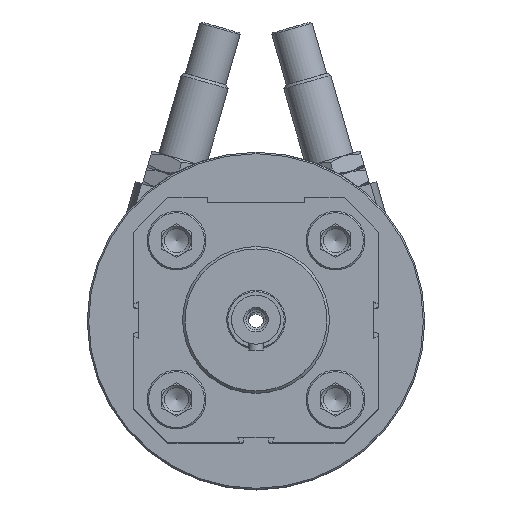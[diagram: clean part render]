
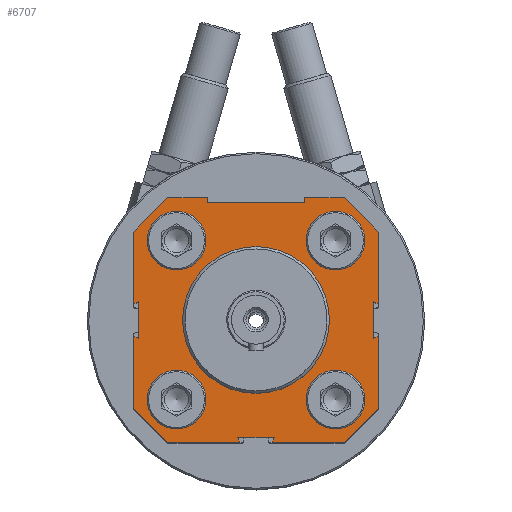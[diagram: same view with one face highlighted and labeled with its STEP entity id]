
A CAD part, top view. The second image highlights one B-rep face of the part: STEP entity #6707.
In plain terms, the highlighted face is planar.
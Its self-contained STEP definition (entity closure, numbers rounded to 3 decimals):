
#349=LINE('',#10260,#890);
#350=LINE('',#10263,#891);
#351=LINE('',#10265,#892);
#352=LINE('',#10267,#893);
#353=LINE('',#10269,#894);
#354=LINE('',#10271,#895);
#355=LINE('',#10273,#896);
#356=LINE('',#10275,#897);
#357=LINE('',#10277,#898);
#358=LINE('',#10279,#899);
#359=LINE('',#10281,#900);
#360=LINE('',#10283,#901);
#361=LINE('',#10285,#902);
#362=LINE('',#10287,#903);
#363=LINE('',#10289,#904);
#364=LINE('',#10291,#905);
#365=LINE('',#10293,#906);
#366=LINE('',#10295,#907);
#367=LINE('',#10297,#908);
#368=LINE('',#10299,#909);
#369=LINE('',#10301,#910);
#370=LINE('',#10303,#911);
#371=LINE('',#10305,#912);
#372=LINE('',#10307,#913);
#890=VECTOR('',#8087,1000.);
#891=VECTOR('',#8088,1000.);
#892=VECTOR('',#8089,1000.);
#893=VECTOR('',#8090,1000.);
#894=VECTOR('',#8091,1000.);
#895=VECTOR('',#8092,1000.);
#896=VECTOR('',#8093,1000.);
#897=VECTOR('',#8094,1000.);
#898=VECTOR('',#8095,1000.);
#899=VECTOR('',#8096,1000.);
#900=VECTOR('',#8097,1000.);
#901=VECTOR('',#8098,1000.);
#902=VECTOR('',#8099,1000.);
#903=VECTOR('',#8100,1000.);
#904=VECTOR('',#8101,1000.);
#905=VECTOR('',#8102,1000.);
#906=VECTOR('',#8103,1000.);
#907=VECTOR('',#8104,1000.);
#908=VECTOR('',#8105,1000.);
#909=VECTOR('',#8106,1000.);
#910=VECTOR('',#8107,1000.);
#911=VECTOR('',#8108,1000.);
#912=VECTOR('',#8109,1000.);
#913=VECTOR('',#8110,1000.);
#1431=ORIENTED_EDGE('',*,*,#3295,.F.);
#1432=ORIENTED_EDGE('',*,*,#3296,.F.);
#1433=ORIENTED_EDGE('',*,*,#3297,.F.);
#1434=ORIENTED_EDGE('',*,*,#3298,.F.);
#1435=ORIENTED_EDGE('',*,*,#3299,.F.);
#1436=ORIENTED_EDGE('',*,*,#3300,.F.);
#1437=ORIENTED_EDGE('',*,*,#3301,.F.);
#1438=ORIENTED_EDGE('',*,*,#3302,.F.);
#1439=ORIENTED_EDGE('',*,*,#3303,.F.);
#1440=ORIENTED_EDGE('',*,*,#3304,.F.);
#1441=ORIENTED_EDGE('',*,*,#3305,.F.);
#1442=ORIENTED_EDGE('',*,*,#3306,.F.);
#1443=ORIENTED_EDGE('',*,*,#3307,.F.);
#1444=ORIENTED_EDGE('',*,*,#3308,.F.);
#1445=ORIENTED_EDGE('',*,*,#3309,.F.);
#1446=ORIENTED_EDGE('',*,*,#3310,.F.);
#1447=ORIENTED_EDGE('',*,*,#3311,.F.);
#1448=ORIENTED_EDGE('',*,*,#3312,.F.);
#1449=ORIENTED_EDGE('',*,*,#3313,.F.);
#1450=ORIENTED_EDGE('',*,*,#3314,.F.);
#1451=ORIENTED_EDGE('',*,*,#3315,.F.);
#1452=ORIENTED_EDGE('',*,*,#3316,.F.);
#1453=ORIENTED_EDGE('',*,*,#3317,.F.);
#1454=ORIENTED_EDGE('',*,*,#3318,.F.);
#1455=ORIENTED_EDGE('',*,*,#3319,.F.);
#1456=ORIENTED_EDGE('',*,*,#3320,.F.);
#1457=ORIENTED_EDGE('',*,*,#3321,.F.);
#1458=ORIENTED_EDGE('',*,*,#3322,.F.);
#1459=ORIENTED_EDGE('',*,*,#3323,.F.);
#3295=EDGE_CURVE('',#4227,#4227,#4889,.T.);
#3296=EDGE_CURVE('',#4228,#4228,#4890,.T.);
#3297=EDGE_CURVE('',#4229,#4229,#4891,.F.);
#3298=EDGE_CURVE('',#4230,#4231,#349,.T.);
#3299=EDGE_CURVE('',#4232,#4230,#350,.T.);
#3300=EDGE_CURVE('',#4233,#4232,#351,.T.);
#3301=EDGE_CURVE('',#4234,#4233,#352,.T.);
#3302=EDGE_CURVE('',#4235,#4234,#353,.T.);
#3303=EDGE_CURVE('',#4236,#4235,#354,.T.);
#3304=EDGE_CURVE('',#4237,#4236,#355,.T.);
#3305=EDGE_CURVE('',#4238,#4237,#356,.T.);
#3306=EDGE_CURVE('',#4239,#4238,#357,.T.);
#3307=EDGE_CURVE('',#4240,#4239,#358,.T.);
#3308=EDGE_CURVE('',#4241,#4240,#359,.T.);
#3309=EDGE_CURVE('',#4242,#4241,#360,.T.);
#3310=EDGE_CURVE('',#4243,#4242,#361,.T.);
#3311=EDGE_CURVE('',#4244,#4243,#362,.T.);
#3312=EDGE_CURVE('',#4245,#4244,#363,.T.);
#3313=EDGE_CURVE('',#4246,#4245,#364,.T.);
#3314=EDGE_CURVE('',#4247,#4246,#365,.T.);
#3315=EDGE_CURVE('',#4248,#4247,#366,.T.);
#3316=EDGE_CURVE('',#4249,#4248,#367,.T.);
#3317=EDGE_CURVE('',#4250,#4249,#368,.T.);
#3318=EDGE_CURVE('',#4251,#4250,#369,.T.);
#3319=EDGE_CURVE('',#4252,#4251,#370,.T.);
#3320=EDGE_CURVE('',#4253,#4252,#371,.T.);
#3321=EDGE_CURVE('',#4231,#4253,#372,.T.);
#3322=EDGE_CURVE('',#4254,#4254,#4892,.T.);
#3323=EDGE_CURVE('',#4255,#4255,#4893,.T.);
#4227=VERTEX_POINT('',#10255);
#4228=VERTEX_POINT('',#10257);
#4229=VERTEX_POINT('',#10259);
#4230=VERTEX_POINT('',#10261);
#4231=VERTEX_POINT('',#10262);
#4232=VERTEX_POINT('',#10264);
#4233=VERTEX_POINT('',#10266);
#4234=VERTEX_POINT('',#10268);
#4235=VERTEX_POINT('',#10270);
#4236=VERTEX_POINT('',#10272);
#4237=VERTEX_POINT('',#10274);
#4238=VERTEX_POINT('',#10276);
#4239=VERTEX_POINT('',#10278);
#4240=VERTEX_POINT('',#10280);
#4241=VERTEX_POINT('',#10282);
#4242=VERTEX_POINT('',#10284);
#4243=VERTEX_POINT('',#10286);
#4244=VERTEX_POINT('',#10288);
#4245=VERTEX_POINT('',#10290);
#4246=VERTEX_POINT('',#10292);
#4247=VERTEX_POINT('',#10294);
#4248=VERTEX_POINT('',#10296);
#4249=VERTEX_POINT('',#10298);
#4250=VERTEX_POINT('',#10300);
#4251=VERTEX_POINT('',#10302);
#4252=VERTEX_POINT('',#10304);
#4253=VERTEX_POINT('',#10306);
#4254=VERTEX_POINT('',#10309);
#4255=VERTEX_POINT('',#10311);
#4889=CIRCLE('',#7262,6.);
#4890=CIRCLE('',#7263,6.);
#4891=CIRCLE('',#7264,15.);
#4892=CIRCLE('',#7265,6.);
#4893=CIRCLE('',#7266,6.);
#5250=EDGE_LOOP('',(#1431));
#5251=EDGE_LOOP('',(#1432));
#5252=EDGE_LOOP('',(#1433));
#5253=EDGE_LOOP('',(#1434,#1435,#1436,#1437,#1438,#1439,#1440,#1441,#1442,
#1443,#1444,#1445,#1446,#1447,#1448,#1449,#1450,#1451,#1452,#1453,#1454,
#1455,#1456,#1457));
#5254=EDGE_LOOP('',(#1458));
#5255=EDGE_LOOP('',(#1459));
#5859=FACE_BOUND('',#5250,.T.);
#5860=FACE_BOUND('',#5251,.T.);
#5861=FACE_BOUND('',#5252,.T.);
#5862=FACE_BOUND('',#5253,.T.);
#5863=FACE_BOUND('',#5254,.T.);
#5864=FACE_BOUND('',#5255,.T.);
#6475=PLANE('',#7261);
#6707=ADVANCED_FACE('',(#5859,#5860,#5861,#5862,#5863,#5864),#6475,.F.);
#7261=AXIS2_PLACEMENT_3D('',#10253,#8079,#8080);
#7262=AXIS2_PLACEMENT_3D('',#10254,#8081,#8082);
#7263=AXIS2_PLACEMENT_3D('',#10256,#8083,#8084);
#7264=AXIS2_PLACEMENT_3D('',#10258,#8085,#8086);
#7265=AXIS2_PLACEMENT_3D('',#10308,#8111,#8112);
#7266=AXIS2_PLACEMENT_3D('',#10310,#8113,#8114);
#8079=DIRECTION('',(1.,0.,0.));
#8080=DIRECTION('',(0.,0.,-1.));
#8081=DIRECTION('',(-1.,0.,0.));
#8082=DIRECTION('',(0.,0.,1.));
#8083=DIRECTION('',(-1.,0.,0.));
#8084=DIRECTION('',(0.,0.,1.));
#8085=DIRECTION('',(1.,0.,0.));
#8086=DIRECTION('',(0.,0.,-1.));
#8087=DIRECTION('',(0.,-1.,0.));
#8088=DIRECTION('',(0.,0.429,0.903));
#8089=DIRECTION('',(0.,-1.,0.));
#8090=DIRECTION('',(0.,0.429,-0.903));
#8091=DIRECTION('',(0.,-1.,0.));
#8092=DIRECTION('',(0.,-0.707,0.707));
#8093=DIRECTION('',(0.,0.,1.));
#8094=DIRECTION('',(0.,0.996,0.087));
#8095=DIRECTION('',(0.,0.,1.));
#8096=DIRECTION('',(0.,-0.996,0.087));
#8097=DIRECTION('',(0.,0.,1.));
#8098=DIRECTION('',(0.,0.707,0.707));
#8099=DIRECTION('',(0.,1.,0.));
#8100=DIRECTION('',(0.,-0.429,-0.903));
#8101=DIRECTION('',(0.,1.,0.));
#8102=DIRECTION('',(0.,-0.429,0.903));
#8103=DIRECTION('',(0.,1.,0.));
#8104=DIRECTION('',(0.,0.707,-0.707));
#8105=DIRECTION('',(0.,0.,-1.));
#8106=DIRECTION('',(0.,-0.903,0.429));
#8107=DIRECTION('',(0.,0.,-1.));
#8108=DIRECTION('',(0.,0.903,0.429));
#8109=DIRECTION('',(0.,0.,-1.));
#8110=DIRECTION('',(0.,-0.707,-0.707));
#8111=DIRECTION('',(-1.,0.,0.));
#8112=DIRECTION('',(0.,0.,1.));
#8113=DIRECTION('',(-1.,0.,0.));
#8114=DIRECTION('',(0.,0.,1.));
#10253=CARTESIAN_POINT('',(-176.7,0.,0.));
#10254=CARTESIAN_POINT('',(-176.7,-16.25,16.25));
#10255=CARTESIAN_POINT('',(-176.7,-16.25,22.25));
#10256=CARTESIAN_POINT('',(-176.7,16.25,-16.25));
#10257=CARTESIAN_POINT('',(-176.7,16.25,-10.25));
#10258=CARTESIAN_POINT('',(-176.7,0.,0.));
#10259=CARTESIAN_POINT('',(-176.7,0.,-15.));
#10260=CARTESIAN_POINT('',(-176.7,-3.275,25.));
#10261=CARTESIAN_POINT('',(-176.7,-3.275,25.));
#10262=CARTESIAN_POINT('',(-176.7,-18.,25.));
#10263=CARTESIAN_POINT('',(-176.7,-3.75,24.));
#10264=CARTESIAN_POINT('',(-176.7,-3.75,24.));
#10265=CARTESIAN_POINT('',(-176.7,3.75,24.));
#10266=CARTESIAN_POINT('',(-176.7,3.75,24.));
#10267=CARTESIAN_POINT('',(-176.7,3.275,25.));
#10268=CARTESIAN_POINT('',(-176.7,3.275,25.));
#10269=CARTESIAN_POINT('',(-176.7,18.,25.));
#10270=CARTESIAN_POINT('',(-176.7,18.,25.));
#10271=CARTESIAN_POINT('',(-176.7,25.,18.));
#10272=CARTESIAN_POINT('',(-176.7,25.,18.));
#10273=CARTESIAN_POINT('',(-176.7,25.,10.));
#10274=CARTESIAN_POINT('',(-176.7,25.,10.));
#10275=CARTESIAN_POINT('',(-176.7,24.1,9.921));
#10276=CARTESIAN_POINT('',(-176.7,24.1,9.921));
#10277=CARTESIAN_POINT('',(-176.7,24.1,-9.921));
#10278=CARTESIAN_POINT('',(-176.7,24.1,-9.921));
#10279=CARTESIAN_POINT('',(-176.7,25.,-10.));
#10280=CARTESIAN_POINT('',(-176.7,25.,-10.));
#10281=CARTESIAN_POINT('',(-176.7,25.,-18.));
#10282=CARTESIAN_POINT('',(-176.7,25.,-18.));
#10283=CARTESIAN_POINT('',(-176.7,18.,-25.));
#10284=CARTESIAN_POINT('',(-176.7,18.,-25.));
#10285=CARTESIAN_POINT('',(-176.7,3.275,-25.));
#10286=CARTESIAN_POINT('',(-176.7,3.275,-25.));
#10287=CARTESIAN_POINT('',(-176.7,3.75,-24.));
#10288=CARTESIAN_POINT('',(-176.7,3.75,-24.));
#10289=CARTESIAN_POINT('',(-176.7,-3.75,-24.));
#10290=CARTESIAN_POINT('',(-176.7,-3.75,-24.));
#10291=CARTESIAN_POINT('',(-176.7,-3.275,-25.));
#10292=CARTESIAN_POINT('',(-176.7,-3.275,-25.));
#10293=CARTESIAN_POINT('',(-176.7,-18.,-25.));
#10294=CARTESIAN_POINT('',(-176.7,-18.,-25.));
#10295=CARTESIAN_POINT('',(-176.7,-25.,-18.));
#10296=CARTESIAN_POINT('',(-176.7,-25.,-18.));
#10297=CARTESIAN_POINT('',(-176.7,-25.,-3.275));
#10298=CARTESIAN_POINT('',(-176.7,-25.,-3.275));
#10299=CARTESIAN_POINT('',(-176.7,-24.,-3.75));
#10300=CARTESIAN_POINT('',(-176.7,-24.,-3.75));
#10301=CARTESIAN_POINT('',(-176.7,-24.,3.75));
#10302=CARTESIAN_POINT('',(-176.7,-24.,3.75));
#10303=CARTESIAN_POINT('',(-176.7,-25.,3.275));
#10304=CARTESIAN_POINT('',(-176.7,-25.,3.275));
#10305=CARTESIAN_POINT('',(-176.7,-25.,18.));
#10306=CARTESIAN_POINT('',(-176.7,-25.,18.));
#10307=CARTESIAN_POINT('',(-176.7,-18.,25.));
#10308=CARTESIAN_POINT('',(-176.7,-16.25,-16.25));
#10309=CARTESIAN_POINT('',(-176.7,-16.25,-10.25));
#10310=CARTESIAN_POINT('',(-176.7,16.25,16.25));
#10311=CARTESIAN_POINT('',(-176.7,16.25,22.25));
